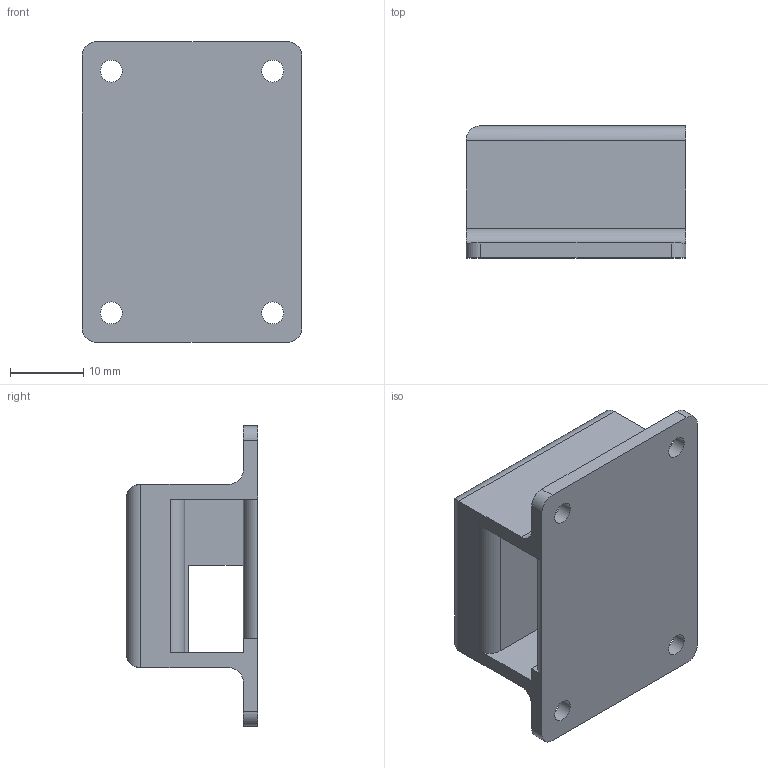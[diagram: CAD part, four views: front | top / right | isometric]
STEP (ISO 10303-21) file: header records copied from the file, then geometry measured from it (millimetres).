
FILE_DESCRIPTION(/* description */ (''),/* implementation_level */ '2;1');
FILE_NAME(/* name */ 'Transmitter holder.stp',/* time_stamp */ '2025-07-28T00:17:51+10:00',/* author */ ('User'),/* organization */ (''),/* preprocessor_version */ 'ST-DEVELOPER v20.1',/* originating_system */ 'Autodesk Inventor 2026',/* authorisation */ '');
FILE_SCHEMA (('AUTOMOTIVE_DESIGN { 1 0 10303 214 3 1 1 }'));
Length unit declared in the file: millimetre
Products named in the file (1): Transmitter holder
Bounding box: 30 x 18 x 41 mm (x, y, z)
Volume: 5930.3 mm3; surface area: 6212.3 mm2
Topology: 1 solids, 1 shells, 36 faces, 99 edges, 64 vertices
Faces by surface type: plane 21, cylinder 15
Full cylindrical faces by diameter (mm): 3 x4
Entity records: 1206 total; most frequent: DIRECTION 201, CARTESIAN_POINT 200, ORIENTED_EDGE 198, EDGE_CURVE 99, LINE 71, VECTOR 71, AXIS2_PLACEMENT_3D 65, VERTEX_POINT 64
